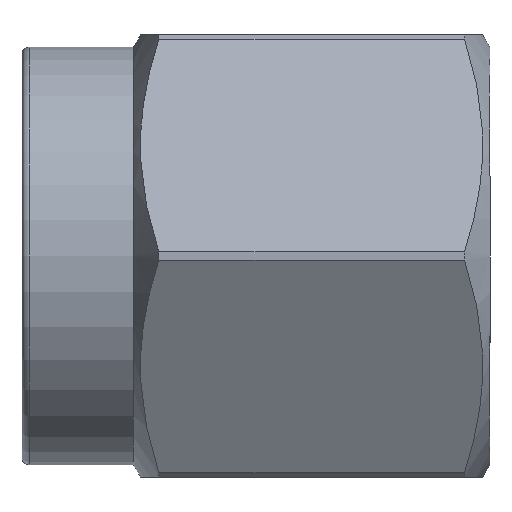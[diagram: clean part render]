
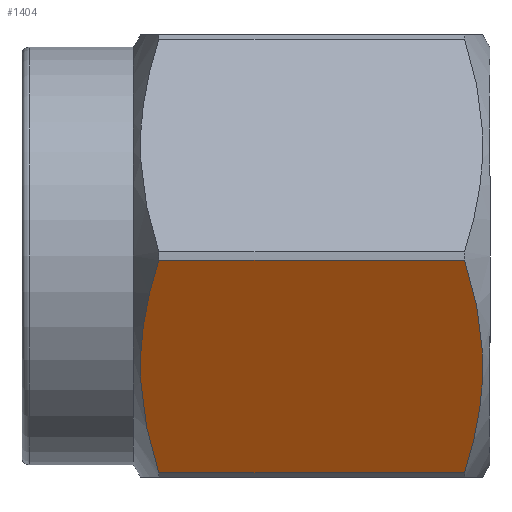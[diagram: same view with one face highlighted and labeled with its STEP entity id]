
A CAD part, front view. The second image highlights one B-rep face of the part: STEP entity #1404.
In plain terms, the highlighted planar face has unit normal (0, -0.866, -0.5).
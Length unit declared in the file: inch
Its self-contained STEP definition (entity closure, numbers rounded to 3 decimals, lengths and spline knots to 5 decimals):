
#24 = DIRECTION ( 'NONE',  ( -1., 0., 0. ) ) ;
#63 = VECTOR ( 'NONE', #24, 39.37008 ) ;
#67 = LINE ( 'NONE', #536, #373 ) ;
#109 = CARTESIAN_POINT ( 'NONE',  ( 0.32541, -0.12927, -0.0886 ) ) ;
#124 = DIRECTION ( 'NONE',  ( 0., 0.5, -0.866 ) ) ;
#125 = CARTESIAN_POINT ( 'NONE',  ( 0.09234, -0.17097, -0.01637 ) ) ;
#137 = EDGE_CURVE ( 'NONE', #900, #575, #1031, .T. ) ;
#147 = CARTESIAN_POINT ( 'NONE',  ( 0.08411, -0.1264, -0.09357 ) ) ;
#157 = CARTESIAN_POINT ( 'NONE',  ( 0.08927, -0.10665, -0.12778 ) ) ;
#167 = LINE ( 'NONE', #494, #63 ) ;
#183 = VERTEX_POINT ( 'NONE', #1241 ) ;
#210 = CARTESIAN_POINT ( 'NONE',  ( 0.3127, -0.09198, -0.15319 ) ) ;
#290 = CARTESIAN_POINT ( 'NONE',  ( 0.32563, -0.13352, -0.08123 ) ) ;
#373 = VECTOR ( 'NONE', #1064, 39.37008 ) ;
#445 = CARTESIAN_POINT ( 'NONE',  ( 0.32524, -0.14423, -0.06268 ) ) ;
#450 = CARTESIAN_POINT ( 'NONE',  ( 0.09664, -0.17866, -0.00306 ) ) ;
#473 = CARTESIAN_POINT ( 'NONE',  ( 0.0862, -0.11672, -0.11033 ) ) ;
#494 = CARTESIAN_POINT ( 'NONE',  ( 0., -0.17866, -0.00306 ) ) ;
#535 = CARTESIAN_POINT ( 'NONE',  ( 0.31701, -0.09966, -0.13988 ) ) ;
#536 = CARTESIAN_POINT ( 'NONE',  ( 0., -0.09198, -0.15319 ) ) ;
#575 = VERTEX_POINT ( 'NONE', #624 ) ;
#624 = CARTESIAN_POINT ( 'NONE',  ( 0.3127, -0.17866, -0.00306 ) ) ;
#630 = CARTESIAN_POINT ( 'NONE',  ( 0.08371, -0.13711, -0.07502 ) ) ;
#759 = FACE_OUTER_BOUND ( 'NONE', #2121, .T. ) ;
#771 = CARTESIAN_POINT ( 'NONE',  ( 0.08465, -0.1474, -0.05719 ) ) ;
#782 = CARTESIAN_POINT ( 'NONE',  ( 0.09243, -0.09949, -0.14018 ) ) ;
#789 = CARTESIAN_POINT ( 'NONE',  ( 0.32186, -0.11083, -0.12054 ) ) ;
#889 = EDGE_CURVE ( 'NONE', #575, #2052, #167, .T. ) ;
#900 = VERTEX_POINT ( 'NONE', #1658 ) ;
#932 = CARTESIAN_POINT ( 'NONE',  ( 0.32566, -0.13476, -0.07909 ) ) ;
#942 = CARTESIAN_POINT ( 'NONE',  ( 0.31691, -0.17115, -0.01607 ) ) ;
#952 = CARTESIAN_POINT ( 'NONE',  ( 0.32559, -0.13225, -0.08343 ) ) ;
#1031 = B_SPLINE_CURVE_WITH_KNOTS ( 'NONE', 3,
 ( #210, #535, #789, #1403, #109, #952, #290, #1112, #932, #1927, #445, #1764, #1103, #1277, #1585, #1741, #1774, #942, #1597 ),
 .UNSPECIFIED., .F., .F.,
 ( 4, 1, 1, 1, 1, 2, 2, 1, 1, 1, 2, 2, 4 ),
 ( 0., 0.25, 0.375, 0.4375, 0.46875, 0.48437, 0.5, 0.625, 0.6875, 0.71875, 0.73437, 0.75, 1. ),
 .UNSPECIFIED. ) ;
#1064 = DIRECTION ( 'NONE',  ( 1., 0., 0. ) ) ;
#1087 = CARTESIAN_POINT ( 'NONE',  ( 0.08369, -0.13587, -0.07716 ) ) ;
#1103 = CARTESIAN_POINT ( 'NONE',  ( 0.32315, -0.15391, -0.04592 ) ) ;
#1112 = CARTESIAN_POINT ( 'NONE',  ( 0.32565, -0.13437, -0.07977 ) ) ;
#1117 = CARTESIAN_POINT ( 'NONE',  ( 0.08369, -0.13627, -0.07648 ) ) ;
#1124 = EDGE_CURVE ( 'NONE', #183, #900, #67, .T. ) ;
#1241 = CARTESIAN_POINT ( 'NONE',  ( 0.09664, -0.09198, -0.15319 ) ) ;
#1258 = PLANE ( 'NONE',  #1532 ) ;
#1263 = B_SPLINE_CURVE_WITH_KNOTS ( 'NONE', 3,
 ( #450, #125, #1614, #771, #2130, #1429, #630, #1117, #1087, #1768, #147, #1419, #473, #1747, #1625, #1758, #157, #782, #2088 ),
 .UNSPECIFIED., .F., .F.,
 ( 4, 1, 1, 1, 1, 2, 2, 1, 1, 1, 2, 2, 4 ),
 ( 0., 0.25, 0.375, 0.4375, 0.46875, 0.48437, 0.5, 0.625, 0.6875, 0.71875, 0.73437, 0.75, 1. ),
 .UNSPECIFIED. ) ;
#1277 = CARTESIAN_POINT ( 'NONE',  ( 0.32275, -0.15531, -0.0435 ) ) ;
#1356 = ORIENTED_EDGE ( 'NONE', *, *, #889, .T. ) ;
#1403 = CARTESIAN_POINT ( 'NONE',  ( 0.3247, -0.12323, -0.09906 ) ) ;
#1404 = ADVANCED_FACE ( 'NONE', ( #759 ), #1258, .T. ) ;
#1419 = CARTESIAN_POINT ( 'NONE',  ( 0.08538, -0.11996, -0.10471 ) ) ;
#1429 = CARTESIAN_POINT ( 'NONE',  ( 0.08375, -0.13838, -0.07282 ) ) ;
#1532 = AXIS2_PLACEMENT_3D ( 'NONE', #1920, #1590, #124 ) ;
#1585 = CARTESIAN_POINT ( 'NONE',  ( 0.32248, -0.15624, -0.04189 ) ) ;
#1590 = DIRECTION ( 'NONE',  ( 0., -0.866, -0.5 ) ) ;
#1597 = CARTESIAN_POINT ( 'NONE',  ( 0.3127, -0.17866, -0.00306 ) ) ;
#1614 = CARTESIAN_POINT ( 'NONE',  ( 0.08749, -0.1598, -0.03571 ) ) ;
#1625 = CARTESIAN_POINT ( 'NONE',  ( 0.08687, -0.1144, -0.11436 ) ) ;
#1656 = CARTESIAN_POINT ( 'NONE',  ( 0.09664, -0.17866, -0.00306 ) ) ;
#1658 = CARTESIAN_POINT ( 'NONE',  ( 0.3127, -0.09198, -0.15319 ) ) ;
#1712 = ORIENTED_EDGE ( 'NONE', *, *, #137, .T. ) ;
#1741 = CARTESIAN_POINT ( 'NONE',  ( 0.32233, -0.15674, -0.04101 ) ) ;
#1747 = CARTESIAN_POINT ( 'NONE',  ( 0.08659, -0.11533, -0.11275 ) ) ;
#1755 = ORIENTED_EDGE ( 'NONE', *, *, #1124, .T. ) ;
#1758 = CARTESIAN_POINT ( 'NONE',  ( 0.08702, -0.11389, -0.11524 ) ) ;
#1764 = CARTESIAN_POINT ( 'NONE',  ( 0.32397, -0.15067, -0.05154 ) ) ;
#1768 = CARTESIAN_POINT ( 'NONE',  ( 0.08368, -0.13184, -0.08415 ) ) ;
#1774 = CARTESIAN_POINT ( 'NONE',  ( 0.32008, -0.16398, -0.02847 ) ) ;
#1876 = ORIENTED_EDGE ( 'NONE', *, *, #1918, .T. ) ;
#1918 = EDGE_CURVE ( 'NONE', #2052, #183, #1263, .T. ) ;
#1920 = CARTESIAN_POINT ( 'NONE',  ( 0.30437, -0.09021, -0.15625 ) ) ;
#1927 = CARTESIAN_POINT ( 'NONE',  ( 0.32566, -0.13879, -0.0721 ) ) ;
#2052 = VERTEX_POINT ( 'NONE', #1656 ) ;
#2088 = CARTESIAN_POINT ( 'NONE',  ( 0.09664, -0.09198, -0.15319 ) ) ;
#2121 = EDGE_LOOP ( 'NONE', ( #1755, #1712, #1356, #1876 ) ) ;
#2130 = CARTESIAN_POINT ( 'NONE',  ( 0.08393, -0.14136, -0.06765 ) ) ;
